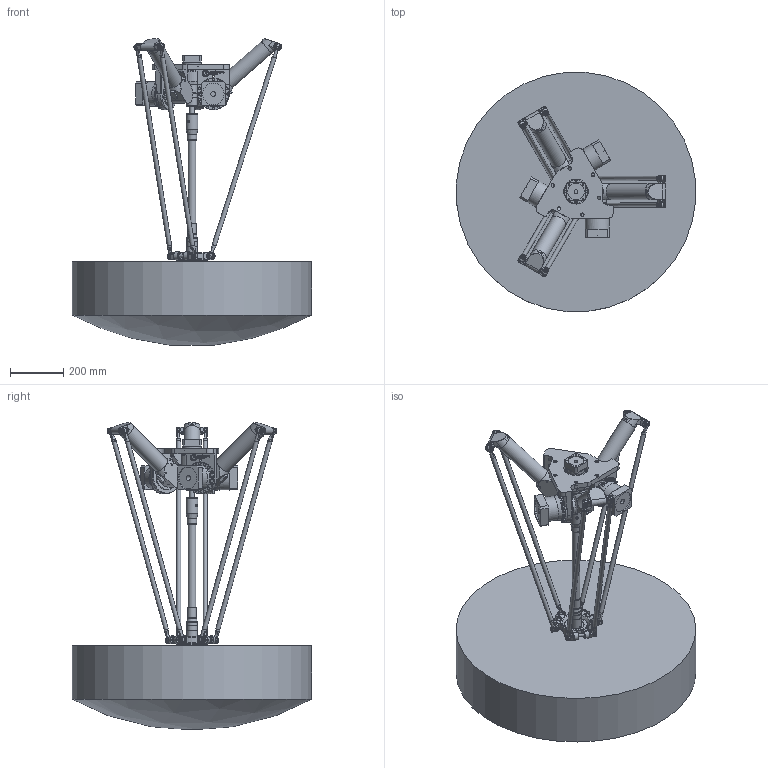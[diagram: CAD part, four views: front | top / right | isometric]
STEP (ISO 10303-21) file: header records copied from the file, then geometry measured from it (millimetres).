
FILE_DESCRIPTION(/* description */ (''),/* implementation_level */ '2;1');
FILE_NAME(/* name */ '3D-model_A_00886.stp',/* time_stamp */ '2022-05-24T16:06:46+02:00',/* author */ ('michael.schutter'),/* organization */ ('Majatronic'),/* preprocessor_version */ 'ST-DEVELOPER v16.5',/* originating_system */ 'Autodesk Inventor 2017',/* authorisation */ '');
FILE_SCHEMA (('AUTOMOTIVE_DESIGN { 1 0 10303 214 3 1 1 }'));
Products named in the file (13): A_00886_DUMMY; MT_BGR00105288 Dummy Roboterbasis; MT_WST00111682 Dummy Kopfplatte; MT_WST00066994MT_WST; MT_WST00046397MT_WST; MT_WST00058096MT_WST; MT_WST00054194MT_WST; MT_WST00050715MT_WST; MT_WST00101401; MT_WST00065067MT_WST; MT_WST00066934MT_WST; MT_WST00068054MT_WST; MT_WST00068055MT_WST
Assembly tree (26 placements, depth 3):
  A_00886_DUMMY
    MT_BGR00105288 Dummy Roboterbasis
      MT_WST00111682 Dummy Kopfplatte
      MT_WST00066994MT_WST
      MT_WST00046397MT_WST  x3
    MT_WST00058096MT_WST
    MT_WST00054194MT_WST  x3
    MT_WST00101401  x6
    MT_WST00050715MT_WST
    MT_WST00065067MT_WST  x6
    MT_WST00066934MT_WST
    MT_WST00068054MT_WST
    MT_WST00068055MT_WST
Bounding box: 897.48 x 897.48 x 1151.53 mm (x, y, z)
Volume: 175190837.5 mm3; surface area: 3163362.6 mm2
Topology: 25 solids, 26 shells, 2740 faces, 6389 edges, 4037 vertices
Faces by surface type: plane 1503, cylinder 800, cone 261, bspline 143, torus 28, sphere 5
Full cylindrical faces by diameter (mm): 2 x6, 2.06 x1, 4.35 x8, 4.917 x18, 6 x37, 7 x8, 8 x36, 8.5 x48, 9 x3, 10 x4, 12 x21, 13.5 x6, 14 x1, 15.98 x12, 16 x30, 18 x24, 19 x3, 19.7 x1, 20 x7, 28 x1, 31.5 x3, 32 x1, 33 x1, 35 x1, 40 x6, 45 x1, 60 x3, 61 x1, 62 x1, 63 x6
Entity records: 53280 total; most frequent: CARTESIAN_POINT 16632, DIRECTION 7450, ORIENTED_EDGE 7036, EDGE_CURVE 3518, AXIS2_PLACEMENT_3D 2693, VERTEX_POINT 2372, LINE 2064, VECTOR 2064
